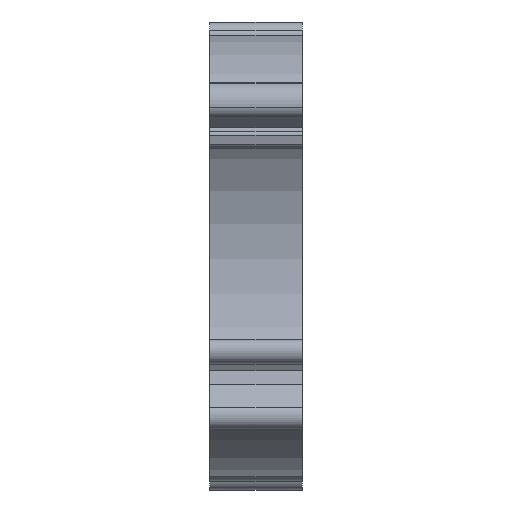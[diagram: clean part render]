
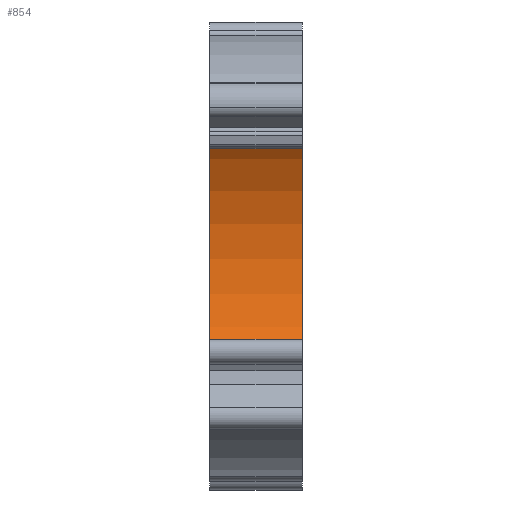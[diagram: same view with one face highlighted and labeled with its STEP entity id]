
A CAD part, top view. The second image highlights one B-rep face of the part: STEP entity #854.
In plain terms, the highlighted cylindrical face has radius 12.192 mm (diameter 24.384 mm), a partial arc.
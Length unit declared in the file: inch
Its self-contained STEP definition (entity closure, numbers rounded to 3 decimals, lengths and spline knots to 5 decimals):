
#227=CYLINDRICAL_SURFACE('',#4630,0.48);
#441=CIRCLE('',#4263,0.48);
#476=CIRCLE('',#4299,0.48);
#854=ADVANCED_FACE('',(#1175),#227,.F.);
#1175=FACE_OUTER_BOUND('',#1427,.T.);
#1427=EDGE_LOOP('',(#3022,#3023,#3024,#3025));
#1655=LINE('',#9068,#1884);
#1656=LINE('',#9070,#1885);
#1884=VECTOR('',#5720,1.);
#1885=VECTOR('',#5723,1.);
#3022=ORIENTED_EDGE('',*,*,#3630,.F.);
#3023=ORIENTED_EDGE('',*,*,#4127,.F.);
#3024=ORIENTED_EDGE('',*,*,#3678,.T.);
#3025=ORIENTED_EDGE('',*,*,#4126,.T.);
#3239=VERTEX_POINT('',#6054);
#3240=VERTEX_POINT('',#6056);
#3285=VERTEX_POINT('',#6149);
#3286=VERTEX_POINT('',#6151);
#3630=EDGE_CURVE('',#3239,#3240,#441,.T.);
#3678=EDGE_CURVE('',#3286,#3285,#476,.T.);
#4126=EDGE_CURVE('',#3285,#3240,#1655,.T.);
#4127=EDGE_CURVE('',#3286,#3239,#1656,.T.);
#4263=AXIS2_PLACEMENT_3D('',#6055,#4839,#4840);
#4299=AXIS2_PLACEMENT_3D('',#6150,#4924,#4925);
#4630=AXIS2_PLACEMENT_3D('',#9071,#5724,#5725);
#4839=DIRECTION('',(1.,0.,0.));
#4840=DIRECTION('',(0.,1.,0.));
#4924=DIRECTION('',(1.,0.,0.));
#4925=DIRECTION('',(0.,1.,0.));
#5720=DIRECTION('',(-1.,0.,0.));
#5723=DIRECTION('',(-1.,0.,0.));
#5724=DIRECTION('',(-1.,0.,0.));
#5725=DIRECTION('',(0.,0.,1.));
#6054=CARTESIAN_POINT('',(-0.11,-0.24466,5.63815));
#6055=CARTESIAN_POINT('',(-0.11,0.,5.22518));
#6056=CARTESIAN_POINT('',(-0.11,0.25627,5.63104));
#6149=CARTESIAN_POINT('',(0.11,0.25627,5.63104));
#6150=CARTESIAN_POINT('',(0.11,0.,5.22518));
#6151=CARTESIAN_POINT('',(0.11,-0.24466,5.63815));
#9068=CARTESIAN_POINT('',(0.11,0.25627,5.63104));
#9070=CARTESIAN_POINT('',(0.11,-0.24466,5.63815));
#9071=CARTESIAN_POINT('',(0.11,0.,5.22518));
